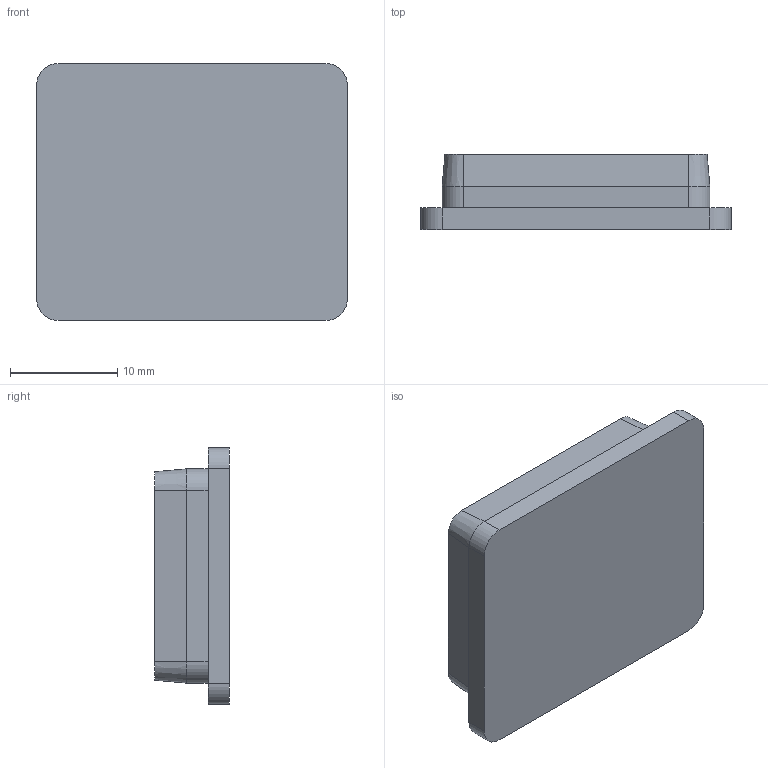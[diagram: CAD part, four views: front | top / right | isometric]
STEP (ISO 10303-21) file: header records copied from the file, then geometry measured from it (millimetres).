
FILE_DESCRIPTION (( 'STEP AP203' ), '1' );
FILE_NAME ('ohi�je_pospe�komer.STEP', '2025-07-28T12:41:54', ( '' ), ( '' ), 'SwSTEP 2.0', 'SolidWorks 2025', '' );
FILE_SCHEMA (( 'CONFIG_CONTROL_DESIGN' ));
Length unit declared in the file: millimetre
Products named in the file (1): ohišje_pospeškomer
Bounding box: 29 x 7 x 24 mm (x, y, z)
Volume: 2647 mm3; surface area: 2342.2 mm2
Topology: 1 solids, 1 shells, 44 faces, 106 edges, 68 vertices
Faces by surface type: plane 24, cylinder 16, cone 4
Entity records: 1359 total; most frequent: DIRECTION 232, CARTESIAN_POINT 219, ORIENTED_EDGE 212, EDGE_CURVE 106, AXIS2_PLACEMENT_3D 81, LINE 70, VECTOR 70, VERTEX_POINT 68
